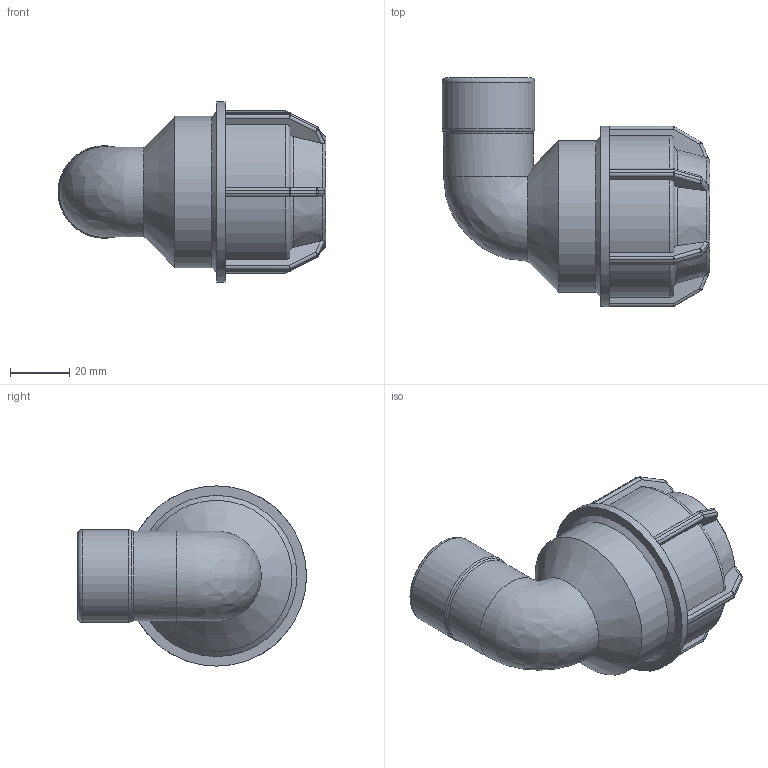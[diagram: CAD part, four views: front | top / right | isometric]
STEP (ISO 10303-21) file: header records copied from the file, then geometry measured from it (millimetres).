
FILE_DESCRIPTION(/* description */ ('L.14 90° ELBOW FEMALE ADAPTOR (SILVER) 32-3/4"'),/* implementation_level */ '2;1');
FILE_NAME(/* name */ '141500032007.ipt.stp',/* time_stamp */ '2018-04-09T13:04:51+03:00',/* author */ ('KIM'),/* organization */ (''),/* preprocessor_version */ 'ST-DEVELOPER v15.6',/* originating_system */ 'Autodesk Inventor 2015',/* authorisation */ '');
FILE_SCHEMA (('AUTOMOTIVE_DESIGN { 1 0 10303 214 3 1 1 }'));
Length unit declared in the file: millimetre
Products named in the file (1): 141500032007
Bounding box: 90.68 x 77.5 x 61 mm (x, y, z)
Volume: 98254.6 mm3; surface area: 29618.4 mm2
Topology: 1 solids, 1 shells, 213 faces, 501 edges, 287 vertices
Faces by surface type: plane 98, cylinder 63, sphere 24, torus 18, cone 9, bspline 1
Full cylindrical faces by diameter (mm): 19.294 x2, 24.117 x1, 30.412 x1, 31.352 x1, 32 x2, 51.2 x1, 61 x1
Entity records: 6140 total; most frequent: CARTESIAN_POINT 1580, DIRECTION 960, ORIENTED_EDGE 924, EDGE_CURVE 462, AXIS2_PLACEMENT_3D 390, VERTEX_POINT 275, EDGE_LOOP 235, FACE_OUTER_BOUND 211
